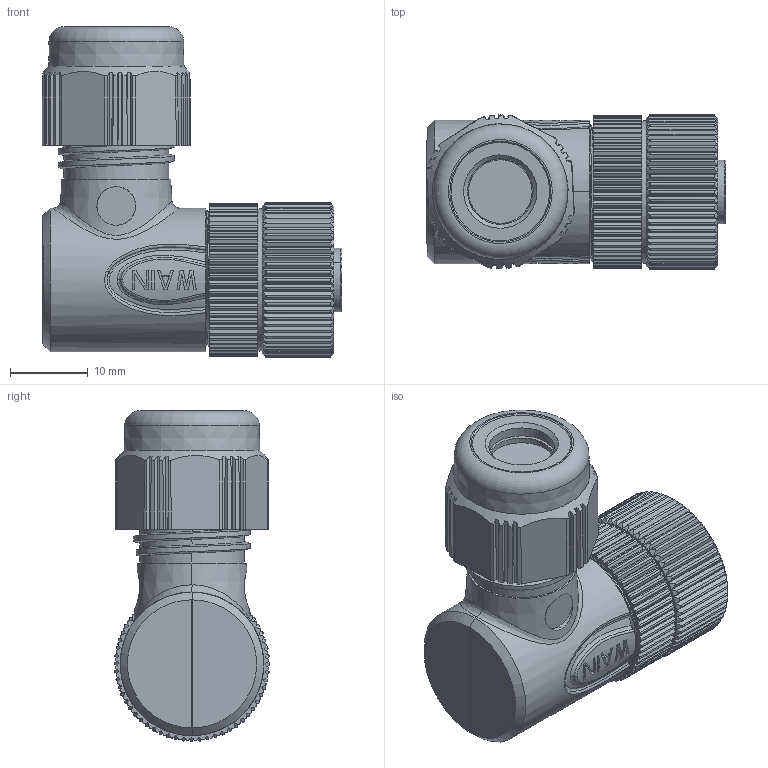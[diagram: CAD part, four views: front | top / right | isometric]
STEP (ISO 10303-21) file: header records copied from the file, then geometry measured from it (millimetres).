
FILE_DESCRIPTION(/* description */ (''),/* implementation_level */ '2;1');
FILE_NAME(/* name */ '3D-M12-FC04S-S-D8.stp',/* time_stamp */ '2023-09-19T09:05:49+08:00',/* author */ (''),/* organization */ (''),/* preprocessor_version */ 'ST-DEVELOPER v18.1',/* originating_system */ 'SIEMENS PLM Software NX 1980',/* authorisation */ '');
FILE_SCHEMA (('AUTOMOTIVE_DESIGN { 1 0 10303 214 3 1 1 1 }'));
Length unit declared in the file: millimetre
Products named in the file (1): 1111
Bounding box: 38.59 x 20 x 42.65 mm (x, y, z)
Volume: 15128.3 mm3; surface area: 6654 mm2
Topology: 1 solids, 1 shells, 1037 faces, 2706 edges, 1717 vertices
Faces by surface type: plane 462, cylinder 341, cone 171, bspline 31, torus 24, extrusion 8
Full cylindrical faces by diameter (mm): 1.7 x4, 2.3 x8, 8.2 x1, 8.45 x1, 10.95 x1, 15.26 x1
Entity records: 40241 total; most frequent: CARTESIAN_POINT 16295, ORIENTED_EDGE 5296, DIRECTION 4504, EDGE_CURVE 2648, VERTEX_POINT 1695, AXIS2_PLACEMENT_3D 1689, VECTOR 1126, EDGE_LOOP 1119
